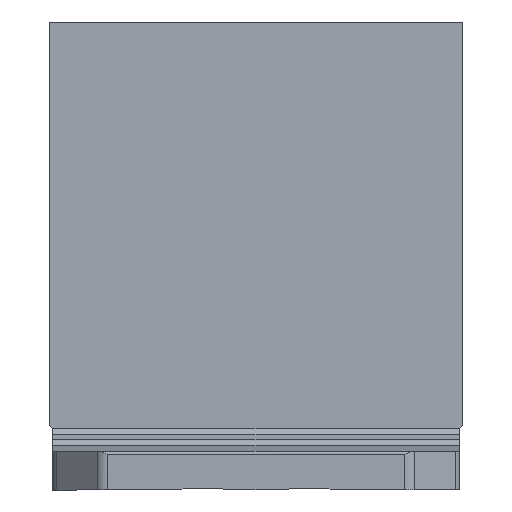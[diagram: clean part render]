
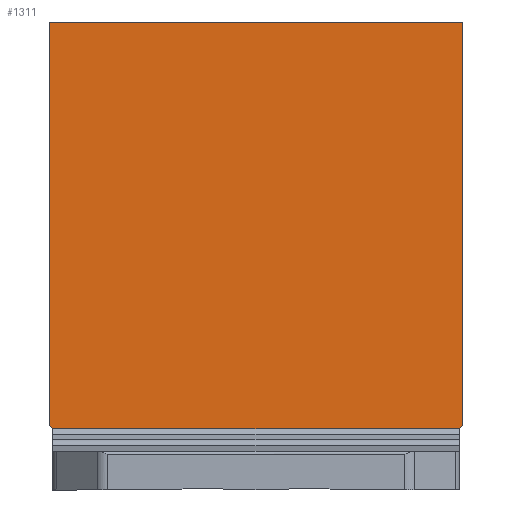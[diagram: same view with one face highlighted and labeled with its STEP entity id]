
A CAD part, front view. The second image highlights one B-rep face of the part: STEP entity #1311.
In plain terms, the highlighted planar face has unit normal (0, -1, 0).
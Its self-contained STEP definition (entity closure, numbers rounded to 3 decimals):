
#869=EDGE_CURVE('',#1031,#1589,#2343,.T.);
#1031=VERTEX_POINT('',#2519);
#1259=EDGE_CURVE('',#1499,#1031,#2772,.T.);
#1311=ADVANCED_FACE('',(#2826),#2827,.T.);
#1375=VERTEX_POINT('',#2897);
#1499=VERTEX_POINT('',#3036);
#1589=VERTEX_POINT('',#3135);
#1699=EDGE_CURVE('',#2179,#1499,#3257,.T.);
#1749=EDGE_CURVE('',#1589,#1375,#3317,.T.);
#1949=VERTEX_POINT('',#3547);
#2015=EDGE_CURVE('',#1375,#1949,#3623,.T.);
#2159=EDGE_CURVE('',#1949,#2179,#3781,.T.);
#2179=VERTEX_POINT('',#3804);
#2343=LINE('',#4009,#4010);
#2519=CARTESIAN_POINT('',(-315.0,-65.5,95.0));
#2772=LINE('',#4596,#4597);
#2826=FACE_OUTER_BOUND('',#4670,.T.);
#2827=PLANE('',#4671);
#2897=CARTESIAN_POINT('',(-320.0,-65.5,725.0));
#3036=CARTESIAN_POINT('',(315.0,-65.5,95.0));
#3135=CARTESIAN_POINT('',(-320.0,-65.5,100.));
#3257=LINE('',#5272,#5273);
#3317=LINE('',#5351,#5352);
#3547=CARTESIAN_POINT('',(320.0,-65.5,725.0));
#3623=LINE('',#5783,#5784);
#3781=LINE('',#6018,#6019);
#3804=CARTESIAN_POINT('',(320.0,-65.5,100.0));
#4009=CARTESIAN_POINT('',(-320.0,-65.5,100.));
#4010=VECTOR('',#6220,1.0);
#4596=CARTESIAN_POINT('',(315.0,-65.5,95.0));
#4597=VECTOR('',#6737,1.0);
#4670=EDGE_LOOP('',(#6772,#6773,#6774,#6775,#6776,#6777));
#4671=AXIS2_PLACEMENT_3D('',#6778,#6779,#6780);
#5272=CARTESIAN_POINT('',(315.0,-65.5,95.0));
#5273=VECTOR('',#7232,1.0);
#5351=CARTESIAN_POINT('',(-320.0,-65.5,725.0));
#5352=VECTOR('',#7328,1.0);
#5783=CARTESIAN_POINT('',(320.0,-65.5,725.0));
#5784=VECTOR('',#7714,1.0);
#6018=CARTESIAN_POINT('',(320.0,-65.5,100.0));
#6019=VECTOR('',#7894,1.0);
#6220=DIRECTION('',(-0.707,0.0,0.707));
#6737=DIRECTION('',(-1.0,0.0,0.0));
#6772=ORIENTED_EDGE('',*,*,#869,.F.);
#6773=ORIENTED_EDGE('',*,*,#1259,.F.);
#6774=ORIENTED_EDGE('',*,*,#1699,.F.);
#6775=ORIENTED_EDGE('',*,*,#2159,.F.);
#6776=ORIENTED_EDGE('',*,*,#2015,.F.);
#6777=ORIENTED_EDGE('',*,*,#1749,.F.);
#6778=CARTESIAN_POINT('',(0.,-65.5,410.732));
#6779=DIRECTION('',(0.0,-1.0,0.0));
#6780=DIRECTION('',(1.0,0.0,0.0));
#7232=DIRECTION('',(-0.707,0.0,-0.707));
#7328=DIRECTION('',(0.0,0.0,1.0));
#7714=DIRECTION('',(1.0,0.0,0.0));
#7894=DIRECTION('',(0.0,0.0,-1.0));
